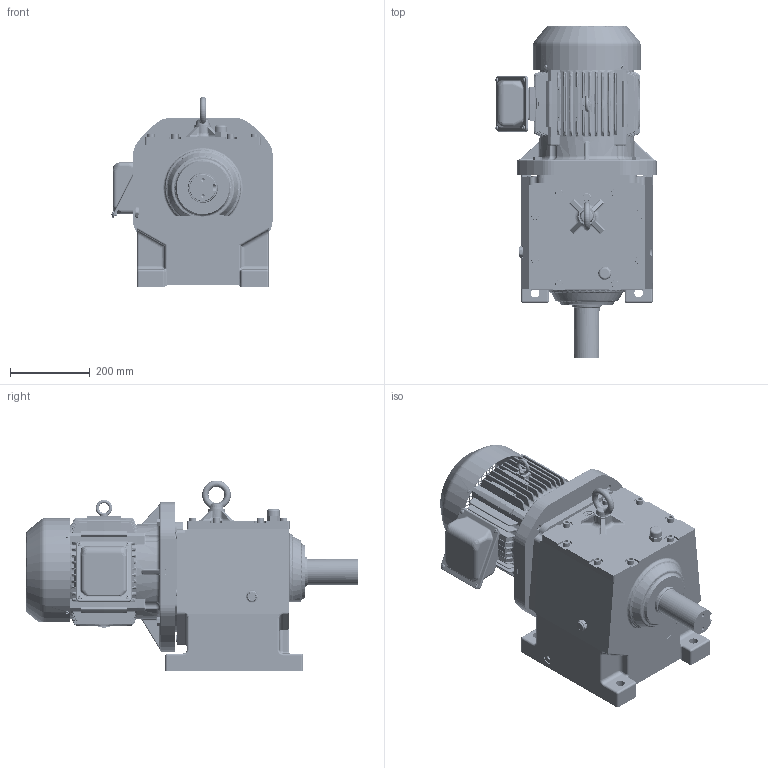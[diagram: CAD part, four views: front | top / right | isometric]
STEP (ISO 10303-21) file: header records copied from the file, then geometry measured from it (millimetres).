
FILE_DESCRIPTION(/* description */ ('Unknown'),/* implementation_level */ '2;1');
FILE_NAME(/* name */ 'EK2DO07241H001_HHM25_132S_CUSTOMER',/* time_stamp */ '2020-01-17T11:39:54+09:00',/* author */ ('Unknown'),/* organization */ ('Unknown'),/* preprocessor_version */ 'ST-DEVELOPER v16.7',/* originating_system */ 'DEX',/* authorisation */ $);
FILE_SCHEMA (('AUTOMOTIVE_DESIGN {1 0 10303 214 3 1 1}'));
Products named in the file (1): だお1
Bounding box: 404.42 x 832.67 x 478.99 mm (x, y, z)
Volume: 51169287.8 mm3; surface area: 1785916 mm2
Topology: 2 solids, 53 shells, 5406 faces, 14345 edges, 9064 vertices
Faces by surface type: plane 2310, cylinder 2047, bspline 748, torus 146, cone 121, sphere 34
Full cylindrical faces by diameter (mm): 2.6 x4, 3 x1, 4.917 x8, 5 x4, 6 x8, 6.647 x8, 7 x8, 7.7 x1, 8 x8, 8.376 x3, 8.917 x4, 9 x1, 10 x4, 10.5 x4, 10.917 x53, 12 x18, 13.033 x1, 13.835 x4, 14 x19, 16 x1, 16.4 x1, 18 x18, 18.376 x3, 19.5 x6, 20 x11, 20.376 x8, 22 x5, 27 x1, 28 x1, 31.4 x1
Entity records: 222760 total; most frequent: CARTESIAN_POINT 71332, ORIENTED_EDGE 27374, DIRECTION 26379, EDGE_CURVE 13687, AXIS2_PLACEMENT_3D 9545, VERTEX_POINT 8811, LINE 7289, VECTOR 7289
